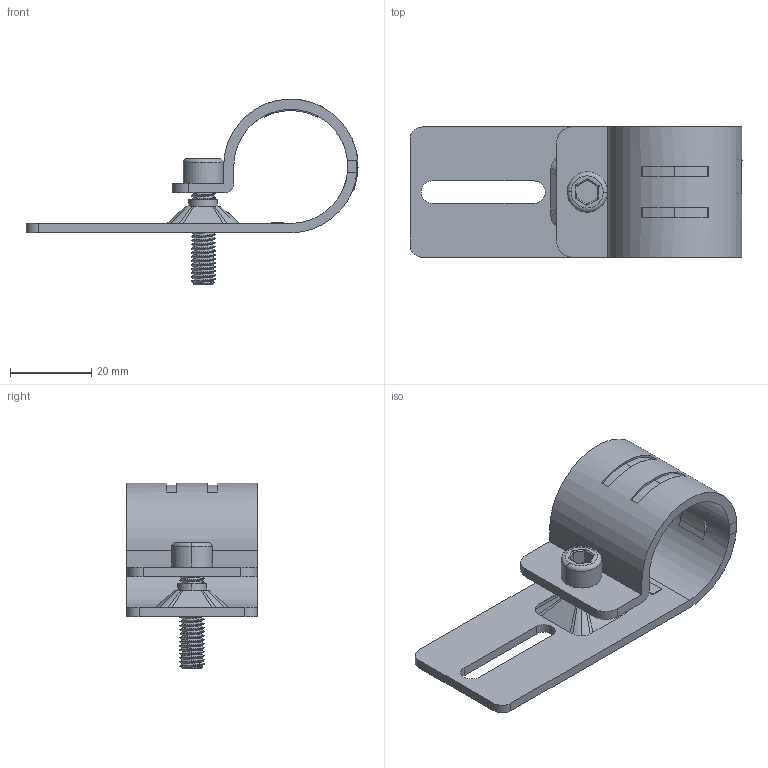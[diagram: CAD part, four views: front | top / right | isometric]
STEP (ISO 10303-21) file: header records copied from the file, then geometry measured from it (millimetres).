
FILE_DESCRIPTION((''),'2;1');
FILE_NAME('DF-15B_ASM','2021-06-01T08:04:02',('Administrator'),(''),'CREO PARAMETRIC BY PTC INC, 2019224','CREO PARAMETRIC BY PTC INC, 2019224','');
FILE_SCHEMA(('CONFIG_CONTROL_DESIGN'));
Length unit declared in the file: millimetre
Products named in the file (5): D-13; D-19; F-180-1; F-170; DF-15B_ASM
Assembly tree (4 placements, depth 2):
  DF-15B_ASM
    D-13
    D-19
    F-180-1
    F-170
Bounding box: 81.5 x 32 x 45.6 mm (x, y, z)
Volume: 6491.6 mm3; surface area: 12826 mm2
Topology: 3 solids, 4 shells, 252 faces, 677 edges, 441 vertices
Faces by surface type: cylinder 96, plane 88, bspline 58, cone 8, torus 2
Entity records: 14914 total; most frequent: CARTESIAN_POINT 9099, ORIENTED_EDGE 1340, DIRECTION 915, EDGE_CURVE 677, VERTEX_POINT 441, VECTOR 325, LINE 325, AXIS2_PLACEMENT_3D 295
